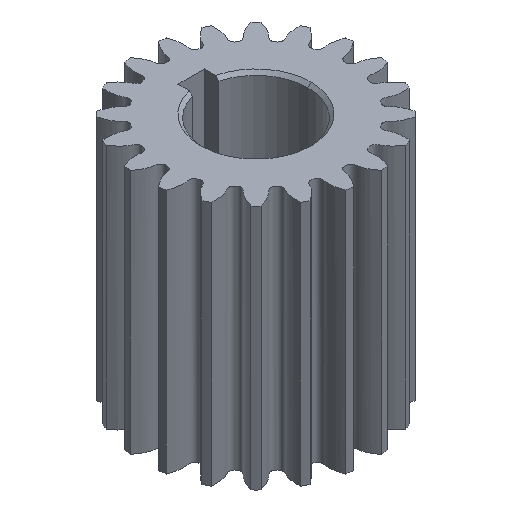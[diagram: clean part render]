
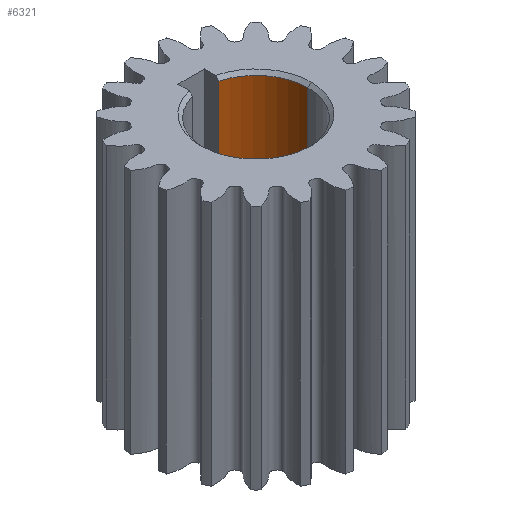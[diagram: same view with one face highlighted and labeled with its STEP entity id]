
A CAD part, isometric view. The second image highlights one B-rep face of the part: STEP entity #6321.
In plain terms, the highlighted cylindrical face has radius 4.025 mm (diameter 8.05 mm), a partial arc.
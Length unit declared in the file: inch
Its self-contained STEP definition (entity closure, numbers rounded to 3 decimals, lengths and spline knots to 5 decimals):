
#17 = CARTESIAN_POINT ( 'NONE',  ( 0., 0., 0.365 ) ) ;
#423 = DIRECTION ( 'NONE',  ( 1., 0., 0. ) ) ;
#685 = VECTOR ( 'NONE', #6097, 39.37008 ) ;
#839 = AXIS2_PLACEMENT_3D ( 'NONE', #3415, #5604, #423 ) ;
#847 = CIRCLE ( 'NONE', #8431, 0.15846 ) ;
#1056 = DIRECTION ( 'NONE',  ( 1., 0., 0. ) ) ;
#1144 = CIRCLE ( 'NONE', #2333, 0.15846 ) ;
#1214 = VERTEX_POINT ( 'NONE', #5562 ) ;
#1472 = CARTESIAN_POINT ( 'NONE',  ( 0.04035, 0.15324, 0.365 ) ) ;
#1915 = FACE_OUTER_BOUND ( 'NONE', #3832, .T. ) ;
#2333 = AXIS2_PLACEMENT_3D ( 'NONE', #17, #2768, #7883 ) ;
#2604 = VERTEX_POINT ( 'NONE', #5737 ) ;
#2685 = LINE ( 'NONE', #4042, #6214 ) ;
#2768 = DIRECTION ( 'NONE',  ( 0., 0., -1. ) ) ;
#3042 = VERTEX_POINT ( 'NONE', #1472 ) ;
#3309 = ORIENTED_EDGE ( 'NONE', *, *, #8719, .F. ) ;
#3415 = CARTESIAN_POINT ( 'NONE',  ( 0., 0., -0.375 ) ) ;
#3832 = EDGE_LOOP ( 'NONE', ( #3309, #5500, #8465, #6677 ) ) ;
#4042 = CARTESIAN_POINT ( 'NONE',  ( 0.04035, 0.15324, -0.375 ) ) ;
#4745 = CARTESIAN_POINT ( 'NONE',  ( 0.15846, 0., -0.375 ) ) ;
#5400 = EDGE_CURVE ( 'NONE', #8807, #3042, #2685, .T. ) ;
#5500 = ORIENTED_EDGE ( 'NONE', *, *, #8208, .T. ) ;
#5562 = CARTESIAN_POINT ( 'NONE',  ( 0.15846, 0., 0.365 ) ) ;
#5604 = DIRECTION ( 'NONE',  ( 0., 0., 1. ) ) ;
#5737 = CARTESIAN_POINT ( 'NONE',  ( 0.15846, 0., -0.365 ) ) ;
#6008 = LINE ( 'NONE', #4745, #685 ) ;
#6097 = DIRECTION ( 'NONE',  ( 0., 0., 1. ) ) ;
#6214 = VECTOR ( 'NONE', #6878, 39.37008 ) ;
#6321 = ADVANCED_FACE ( 'NONE', ( #1915 ), #8986, .F. ) ;
#6677 = ORIENTED_EDGE ( 'NONE', *, *, #5400, .F. ) ;
#6878 = DIRECTION ( 'NONE',  ( 0., 0., 1. ) ) ;
#7275 = EDGE_CURVE ( 'NONE', #3042, #1214, #1144, .T. ) ;
#7441 = DIRECTION ( 'NONE',  ( 0., 0., 1. ) ) ;
#7883 = DIRECTION ( 'NONE',  ( 1., 0., 0. ) ) ;
#8208 = EDGE_CURVE ( 'NONE', #2604, #1214, #6008, .T. ) ;
#8431 = AXIS2_PLACEMENT_3D ( 'NONE', #8958, #7441, #1056 ) ;
#8465 = ORIENTED_EDGE ( 'NONE', *, *, #7275, .F. ) ;
#8719 = EDGE_CURVE ( 'NONE', #2604, #8807, #847, .T. ) ;
#8807 = VERTEX_POINT ( 'NONE', #8827 ) ;
#8827 = CARTESIAN_POINT ( 'NONE',  ( 0.04035, 0.15324, -0.365 ) ) ;
#8958 = CARTESIAN_POINT ( 'NONE',  ( 0., 0., -0.365 ) ) ;
#8986 = CYLINDRICAL_SURFACE ( 'NONE', #839, 0.15846 ) ;
